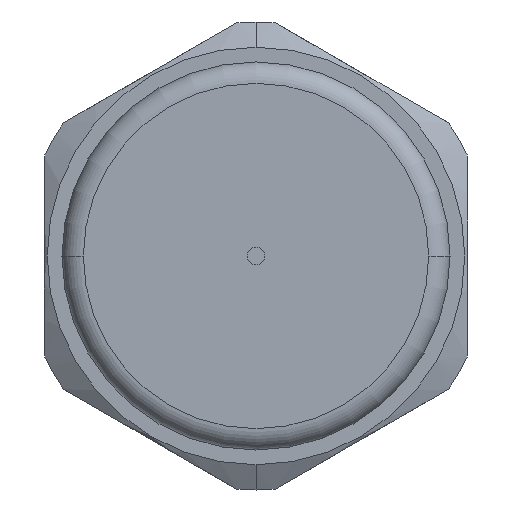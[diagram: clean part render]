
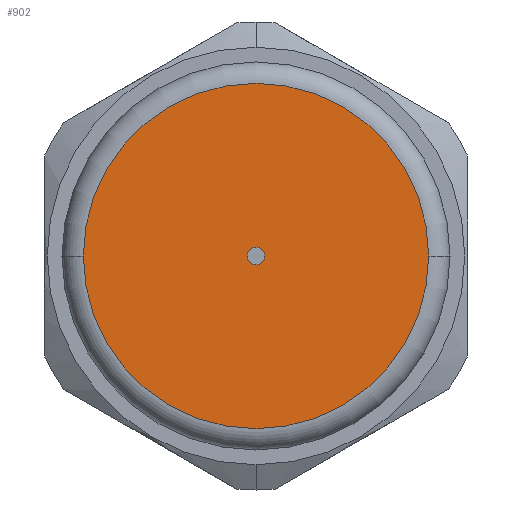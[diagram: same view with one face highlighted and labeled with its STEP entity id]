
A CAD part, left-side view. The second image highlights one B-rep face of the part: STEP entity #902.
In plain terms, the highlighted planar face has unit normal (-1, 0, 0).
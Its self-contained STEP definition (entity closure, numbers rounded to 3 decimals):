
#47 = DIRECTION ( 'NONE',  ( 1., 0., 0. ) ) ;
#122 = DIRECTION ( 'NONE',  ( 0., -1., 0. ) ) ;
#159 = CARTESIAN_POINT ( 'NONE',  ( -23., -0.6, 0. ) ) ;
#220 = ORIENTED_EDGE ( 'NONE', *, *, #2864, .F. ) ;
#286 = EDGE_LOOP ( 'NONE', ( #3369, #220 ) ) ;
#665 = CARTESIAN_POINT ( 'NONE',  ( -23., 0., 0. ) ) ;
#902 = ADVANCED_FACE ( 'NONE', ( #1836, #4389 ), #4666, .T. ) ;
#1079 = CARTESIAN_POINT ( 'NONE',  ( -23., -0.6, 0. ) ) ;
#1836 = FACE_BOUND ( 'NONE', #3107, .T. ) ;
#1909 = CIRCLE ( 'NONE', #2513, 0.6 ) ;
#2007 = CIRCLE ( 'NONE', #5338, 11.658 ) ;
#2513 = AXIS2_PLACEMENT_3D ( 'NONE', #7177, #47, #4274 ) ;
#2811 = DIRECTION ( 'NONE',  ( 0., -1., 0. ) ) ;
#2832 = EDGE_CURVE ( 'NONE', #4485, #5625, #4178, .T. ) ;
#2864 = EDGE_CURVE ( 'NONE', #5625, #4485, #2007, .T. ) ;
#3107 = EDGE_LOOP ( 'NONE', ( #6952, #4848 ) ) ;
#3172 = EDGE_CURVE ( 'NONE', #6047, #5607, #1909, .T. ) ;
#3369 = ORIENTED_EDGE ( 'NONE', *, *, #2832, .F. ) ;
#3392 = DIRECTION ( 'NONE',  ( 1., 0., 0. ) ) ;
#3535 = CARTESIAN_POINT ( 'NONE',  ( -23., -11.658, 0. ) ) ;
#3700 = AXIS2_PLACEMENT_3D ( 'NONE', #665, #5997, #122 ) ;
#3924 = CIRCLE ( 'NONE', #3700, 0.6 ) ;
#4178 = CIRCLE ( 'NONE', #5963, 11.658 ) ;
#4243 = EDGE_CURVE ( 'NONE', #5607, #6047, #3924, .T. ) ;
#4274 = DIRECTION ( 'NONE',  ( 0., -1., 0. ) ) ;
#4389 = FACE_OUTER_BOUND ( 'NONE', #286, .T. ) ;
#4485 = VERTEX_POINT ( 'NONE', #3535 ) ;
#4630 = CARTESIAN_POINT ( 'NONE',  ( -23., 0., 0. ) ) ;
#4666 = PLANE ( 'NONE',  #5525 ) ;
#4687 = DIRECTION ( 'NONE',  ( 0., 1., 0. ) ) ;
#4848 = ORIENTED_EDGE ( 'NONE', *, *, #4243, .T. ) ;
#5130 = DIRECTION ( 'NONE',  ( 1., 0., 0. ) ) ;
#5245 = DIRECTION ( 'NONE',  ( -1., 0., 0. ) ) ;
#5338 = AXIS2_PLACEMENT_3D ( 'NONE', #7554, #3392, #7020 ) ;
#5525 = AXIS2_PLACEMENT_3D ( 'NONE', #1079, #5245, #4687 ) ;
#5607 = VERTEX_POINT ( 'NONE', #6634 ) ;
#5625 = VERTEX_POINT ( 'NONE', #7260 ) ;
#5963 = AXIS2_PLACEMENT_3D ( 'NONE', #4630, #5130, #2811 ) ;
#5997 = DIRECTION ( 'NONE',  ( 1., 0., 0. ) ) ;
#6047 = VERTEX_POINT ( 'NONE', #159 ) ;
#6634 = CARTESIAN_POINT ( 'NONE',  ( -23., 0.6, 0. ) ) ;
#6952 = ORIENTED_EDGE ( 'NONE', *, *, #3172, .T. ) ;
#7020 = DIRECTION ( 'NONE',  ( 0., -1., 0. ) ) ;
#7177 = CARTESIAN_POINT ( 'NONE',  ( -23., 0., 0. ) ) ;
#7260 = CARTESIAN_POINT ( 'NONE',  ( -23., 11.658, 0. ) ) ;
#7554 = CARTESIAN_POINT ( 'NONE',  ( -23., 0., 0. ) ) ;
